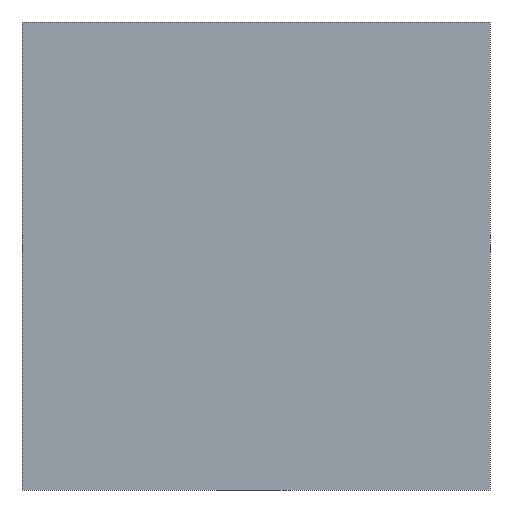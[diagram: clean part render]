
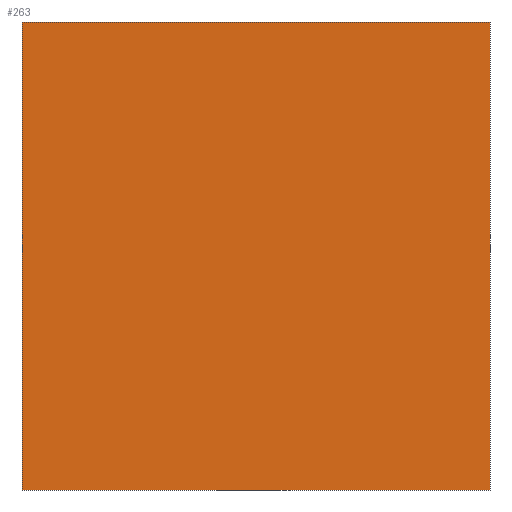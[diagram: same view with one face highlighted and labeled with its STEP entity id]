
A CAD part, front view. The second image highlights one B-rep face of the part: STEP entity #263.
In plain terms, the highlighted planar face has unit normal (0, -1, 0).
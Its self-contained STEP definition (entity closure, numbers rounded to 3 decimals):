
#61 = EDGE_CURVE('',#62,#64,#66,.T.);
#62 = VERTEX_POINT('',#63);
#63 = CARTESIAN_POINT('',(-10.,0.,0.));
#64 = VERTEX_POINT('',#65);
#65 = CARTESIAN_POINT('',(-10.,0.,-20.));
#66 = LINE('',#67,#68);
#67 = CARTESIAN_POINT('',(-10.,0.,0.));
#68 = VECTOR('',#69,1.);
#69 = DIRECTION('',(-0.,-0.,-1.));
#94 = VERTEX_POINT('',#95);
#95 = CARTESIAN_POINT('',(10.,0.,-20.));
#101 = EDGE_CURVE('',#102,#94,#104,.T.);
#102 = VERTEX_POINT('',#103);
#103 = CARTESIAN_POINT('',(10.,0.,0.));
#104 = LINE('',#105,#106);
#105 = CARTESIAN_POINT('',(10.,0.,0.));
#106 = VECTOR('',#107,1.);
#107 = DIRECTION('',(-0.,-0.,-1.));
#125 = EDGE_CURVE('',#102,#62,#126,.T.);
#126 = LINE('',#127,#128);
#127 = CARTESIAN_POINT('',(10.,0.,0.));
#128 = VECTOR('',#129,1.);
#129 = DIRECTION('',(-1.,0.,0.));
#197 = EDGE_CURVE('',#94,#64,#198,.T.);
#198 = LINE('',#199,#200);
#199 = CARTESIAN_POINT('',(10.,0.,-20.));
#200 = VECTOR('',#201,1.);
#201 = DIRECTION('',(-1.,0.,0.));
#263 = ADVANCED_FACE('',(#264),#270,.F.);
#264 = FACE_BOUND('',#265,.F.);
#265 = EDGE_LOOP('',(#266,#267,#268,#269));
#266 = ORIENTED_EDGE('',*,*,#101,.T.);
#267 = ORIENTED_EDGE('',*,*,#197,.T.);
#268 = ORIENTED_EDGE('',*,*,#61,.F.);
#269 = ORIENTED_EDGE('',*,*,#125,.F.);
#270 = PLANE('',#271);
#271 = AXIS2_PLACEMENT_3D('',#272,#273,#274);
#272 = CARTESIAN_POINT('',(10.,0.,0.));
#273 = DIRECTION('',(0.,1.,0.));
#274 = DIRECTION('',(-1.,0.,0.));
